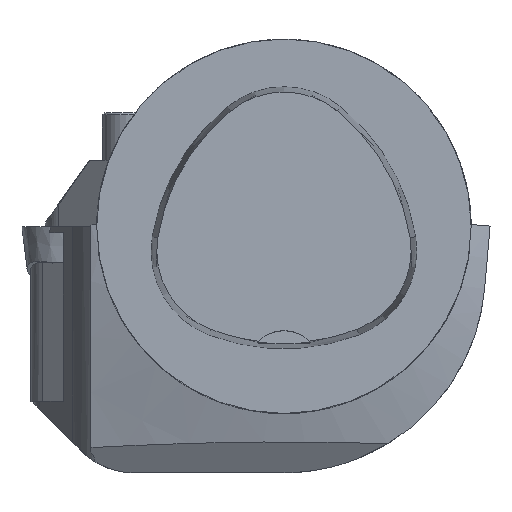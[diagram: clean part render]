
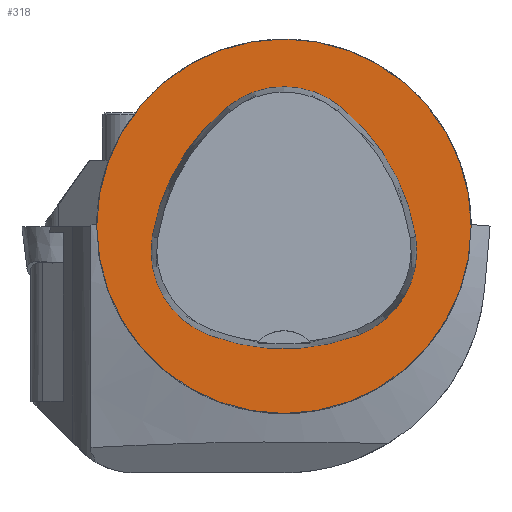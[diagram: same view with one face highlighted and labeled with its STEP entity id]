
A CAD part, top view. The second image highlights one B-rep face of the part: STEP entity #318.
In plain terms, the highlighted planar face has unit normal (0, 0, 1).
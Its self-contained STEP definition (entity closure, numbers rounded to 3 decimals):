
#153=CIRCLE('',#1624,12.);
#154=CIRCLE('',#1625,28.);
#155=CIRCLE('',#1626,12.);
#156=CIRCLE('',#1627,28.);
#157=CIRCLE('',#1628,12.);
#158=CIRCLE('',#1629,28.);
#159=CIRCLE('',#1630,25.);
#318=ADVANCED_FACE('',(#434,#435),#386,.T.);
#386=PLANE('',#1631);
#434=FACE_BOUND('',#496,.T.);
#435=FACE_BOUND('',#497,.T.);
#496=EDGE_LOOP('',(#753,#754,#755,#756,#757,#758));
#497=EDGE_LOOP('',(#759));
#753=ORIENTED_EDGE('',*,*,#1200,.T.);
#754=ORIENTED_EDGE('',*,*,#1201,.T.);
#755=ORIENTED_EDGE('',*,*,#1202,.T.);
#756=ORIENTED_EDGE('',*,*,#1203,.T.);
#757=ORIENTED_EDGE('',*,*,#1204,.T.);
#758=ORIENTED_EDGE('',*,*,#1205,.T.);
#759=ORIENTED_EDGE('',*,*,#1206,.F.);
#1033=VERTEX_POINT('',#2503);
#1034=VERTEX_POINT('',#2504);
#1035=VERTEX_POINT('',#2506);
#1036=VERTEX_POINT('',#2508);
#1037=VERTEX_POINT('',#2510);
#1038=VERTEX_POINT('',#2512);
#1039=VERTEX_POINT('',#2515);
#1200=EDGE_CURVE('',#1033,#1034,#153,.T.);
#1201=EDGE_CURVE('',#1034,#1035,#154,.T.);
#1202=EDGE_CURVE('',#1035,#1036,#155,.T.);
#1203=EDGE_CURVE('',#1036,#1037,#156,.T.);
#1204=EDGE_CURVE('',#1037,#1038,#157,.T.);
#1205=EDGE_CURVE('',#1038,#1033,#158,.T.);
#1206=EDGE_CURVE('',#1039,#1039,#159,.T.);
#1624=AXIS2_PLACEMENT_3D('',#2502,#1941,#1942);
#1625=AXIS2_PLACEMENT_3D('',#2505,#1943,#1944);
#1626=AXIS2_PLACEMENT_3D('',#2507,#1945,#1946);
#1627=AXIS2_PLACEMENT_3D('',#2509,#1947,#1948);
#1628=AXIS2_PLACEMENT_3D('',#2511,#1949,#1950);
#1629=AXIS2_PLACEMENT_3D('',#2513,#1951,#1952);
#1630=AXIS2_PLACEMENT_3D('',#2514,#1953,#1954);
#1631=AXIS2_PLACEMENT_3D('',#2516,#1955,#1956);
#1941=DIRECTION('',(0.,0.,-1.));
#1942=DIRECTION('',(-1.,0.,0.));
#1943=DIRECTION('',(0.,0.,-1.));
#1944=DIRECTION('',(-1.,0.,0.));
#1945=DIRECTION('',(0.,0.,-1.));
#1946=DIRECTION('',(-1.,0.,0.));
#1947=DIRECTION('',(0.,0.,-1.));
#1948=DIRECTION('',(-1.,0.,0.));
#1949=DIRECTION('',(0.,0.,-1.));
#1950=DIRECTION('',(-1.,0.,0.));
#1951=DIRECTION('',(0.,0.,-1.));
#1952=DIRECTION('',(-1.,0.,0.));
#1953=DIRECTION('',(0.,0.,-1.));
#1954=DIRECTION('',(-1.,0.,0.));
#1955=DIRECTION('',(0.,0.,1.));
#1956=DIRECTION('',(1.,0.,0.));
#2502=CARTESIAN_POINT('',(-5.733,-3.31,0.));
#2503=CARTESIAN_POINT('',(-10.025,-14.516,0.));
#2504=CARTESIAN_POINT('',(-17.584,-1.424,0.));
#2505=CARTESIAN_POINT('',(10.068,-5.824,0.));
#2506=CARTESIAN_POINT('',(-7.531,15.953,0.));
#2507=CARTESIAN_POINT('',(0.011,6.62,0.));
#2508=CARTESIAN_POINT('',(7.567,15.942,0.));
#2509=CARTESIAN_POINT('',(-10.063,-5.81,0.));
#2510=CARTESIAN_POINT('',(17.59,-1.418,0.));
#2511=CARTESIAN_POINT('',(5.739,-3.3,0.));
#2512=CARTESIAN_POINT('',(10.05,-14.499,0.));
#2513=CARTESIAN_POINT('',(-0.01,11.631,0.));
#2514=CARTESIAN_POINT('',(0.,0.,0.));
#2515=CARTESIAN_POINT('',(-25.,0.,0.));
#2516=CARTESIAN_POINT('',(0.,0.,0.));
